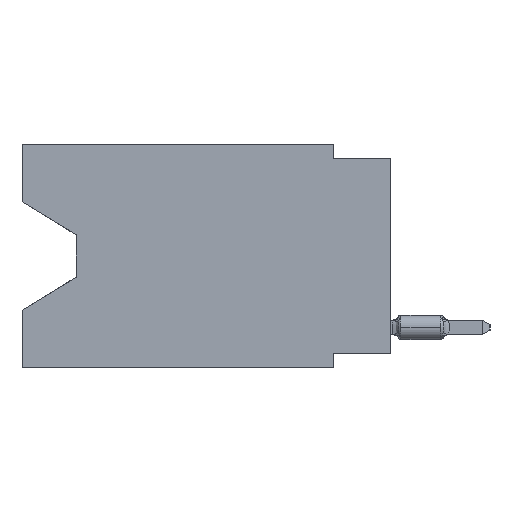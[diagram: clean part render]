
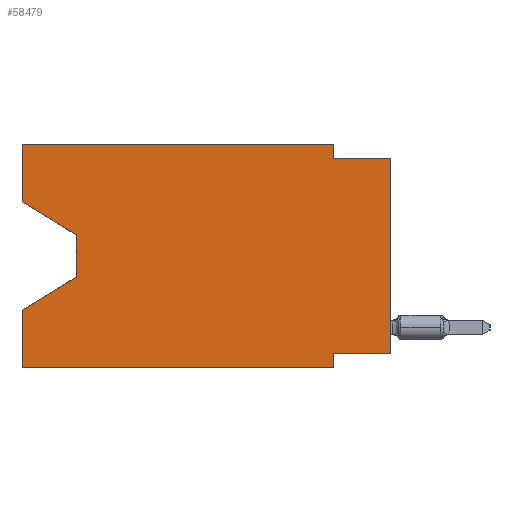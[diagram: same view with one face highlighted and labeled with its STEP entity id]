
A CAD part, left-side view. The second image highlights one B-rep face of the part: STEP entity #58479.
In plain terms, the highlighted planar face has unit normal (-1, 0, 0).
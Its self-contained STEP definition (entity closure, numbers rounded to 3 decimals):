
#224 = EDGE_CURVE ( 'NONE', #25538, #69888, #11518, .T. ) ;
#854 = ORIENTED_EDGE ( 'NONE', *, *, #51898, .T. ) ;
#898 = ORIENTED_EDGE ( 'NONE', *, *, #21167, .F. ) ;
#1179 = CARTESIAN_POINT ( 'NONE',  ( 0., 2.54, -9.906 ) ) ;
#1319 = VERTEX_POINT ( 'NONE', #20703 ) ;
#3748 = DIRECTION ( 'NONE',  ( 0., 0., 1. ) ) ;
#4000 = LINE ( 'NONE', #37406, #39914 ) ;
#4051 = EDGE_CURVE ( 'NONE', #15593, #7013, #27277, .T. ) ;
#5413 = DIRECTION ( 'NONE',  ( 0., 0.855, -0.519 ) ) ;
#5823 = EDGE_CURVE ( 'NONE', #24719, #50970, #38213, .T. ) ;
#6282 = DIRECTION ( 'NONE',  ( 0., 0., 1. ) ) ;
#6297 = CARTESIAN_POINT ( 'NONE',  ( 0., 13.97, -4.013 ) ) ;
#6554 = PLANE ( 'NONE',  #54754 ) ;
#6610 = DIRECTION ( 'NONE',  ( 0., -1., 0. ) ) ;
#7013 = VERTEX_POINT ( 'NONE', #54940 ) ;
#7034 = ORIENTED_EDGE ( 'NONE', *, *, #36210, .F. ) ;
#9340 = CARTESIAN_POINT ( 'NONE',  ( 0., 16.383, 0. ) ) ;
#10100 = VECTOR ( 'NONE', #64830, 1000. ) ;
#10597 = VERTEX_POINT ( 'NONE', #36823 ) ;
#10825 = CARTESIAN_POINT ( 'NONE',  ( 0., 0., 0. ) ) ;
#11518 = LINE ( 'NONE', #1179, #38978 ) ;
#11560 = CARTESIAN_POINT ( 'NONE',  ( 0., 2.54, 0. ) ) ;
#12227 = DIRECTION ( 'NONE',  ( 0., 0., -1. ) ) ;
#12362 = CARTESIAN_POINT ( 'NONE',  ( 0., 0., -9.271 ) ) ;
#12508 = LINE ( 'NONE', #34192, #55402 ) ;
#12742 = CARTESIAN_POINT ( 'NONE',  ( 0., 16.383, 0. ) ) ;
#13815 = LINE ( 'NONE', #35495, #67070 ) ;
#14065 = EDGE_CURVE ( 'NONE', #7013, #27780, #4000, .T. ) ;
#15593 = VERTEX_POINT ( 'NONE', #33805 ) ;
#16847 = EDGE_CURVE ( 'NONE', #10597, #25105, #24137, .T. ) ;
#18539 = CARTESIAN_POINT ( 'NONE',  ( 0., 16.383, -9.906 ) ) ;
#18699 = CARTESIAN_POINT ( 'NONE',  ( 0., 2.54, -9.271 ) ) ;
#20620 = CARTESIAN_POINT ( 'NONE',  ( 0., 0., -0.635 ) ) ;
#20703 = CARTESIAN_POINT ( 'NONE',  ( 0., 0., -0.635 ) ) ;
#20813 = VERTEX_POINT ( 'NONE', #18539 ) ;
#21053 = DIRECTION ( 'NONE',  ( 0., -1., 0. ) ) ;
#21167 = EDGE_CURVE ( 'NONE', #25105, #24719, #36338, .T. ) ;
#21281 = VECTOR ( 'NONE', #21599, 1000. ) ;
#21441 = CARTESIAN_POINT ( 'NONE',  ( 0., 0., -9.271 ) ) ;
#21599 = DIRECTION ( 'NONE',  ( 0., 0., -1. ) ) ;
#22046 = EDGE_CURVE ( 'NONE', #20813, #27780, #38635, .T. ) ;
#22841 = ORIENTED_EDGE ( 'NONE', *, *, #224, .F. ) ;
#22884 = DIRECTION ( 'NONE',  ( 0., 0., -1. ) ) ;
#23139 = ORIENTED_EDGE ( 'NONE', *, *, #24194, .T. ) ;
#23597 = CARTESIAN_POINT ( 'NONE',  ( 0., 2.54, -9.906 ) ) ;
#23827 = EDGE_CURVE ( 'NONE', #50970, #1319, #42320, .T. ) ;
#24137 = LINE ( 'NONE', #52456, #47241 ) ;
#24194 = EDGE_CURVE ( 'NONE', #52812, #1319, #43181, .T. ) ;
#24719 = VERTEX_POINT ( 'NONE', #58305 ) ;
#25105 = VERTEX_POINT ( 'NONE', #12742 ) ;
#25538 = VERTEX_POINT ( 'NONE', #18699 ) ;
#27277 = LINE ( 'NONE', #6297, #21281 ) ;
#27780 = VERTEX_POINT ( 'NONE', #32741 ) ;
#32126 = LINE ( 'NONE', #21441, #10100 ) ;
#32741 = CARTESIAN_POINT ( 'NONE',  ( 0., 16.383, -7.36 ) ) ;
#33216 = DIRECTION ( 'NONE',  ( 0., 0., 1. ) ) ;
#33805 = CARTESIAN_POINT ( 'NONE',  ( 0., 13.97, -4.013 ) ) ;
#34192 = CARTESIAN_POINT ( 'NONE',  ( 0., 16.383, -9.906 ) ) ;
#34235 = VECTOR ( 'NONE', #6282, 1000. ) ;
#34675 = EDGE_LOOP ( 'NONE', ( #60678, #52114, #68195, #46880, #854, #22841, #7034, #23139, #45448, #68318, #898, #59121 ) ) ;
#35495 = CARTESIAN_POINT ( 'NONE',  ( 0., 16.383, -2.546 ) ) ;
#36210 = EDGE_CURVE ( 'NONE', #52812, #25538, #32126, .T. ) ;
#36338 = LINE ( 'NONE', #9340, #52370 ) ;
#36823 = CARTESIAN_POINT ( 'NONE',  ( 0., 16.383, -2.546 ) ) ;
#37406 = CARTESIAN_POINT ( 'NONE',  ( 0., 13.97, -5.893 ) ) ;
#38213 = LINE ( 'NONE', #11560, #53139 ) ;
#38635 = LINE ( 'NONE', #49308, #34235 ) ;
#38742 = VECTOR ( 'NONE', #33216, 1000. ) ;
#38978 = VECTOR ( 'NONE', #22884, 1000. ) ;
#39269 = CARTESIAN_POINT ( 'NONE',  ( 0., 16.383, 0. ) ) ;
#39914 = VECTOR ( 'NONE', #5413, 1000. ) ;
#42320 = LINE ( 'NONE', #20620, #63655 ) ;
#43181 = LINE ( 'NONE', #10825, #38742 ) ;
#44872 = DIRECTION ( 'NONE',  ( 0., -1., 0. ) ) ;
#45448 = ORIENTED_EDGE ( 'NONE', *, *, #23827, .F. ) ;
#46880 = ORIENTED_EDGE ( 'NONE', *, *, #22046, .F. ) ;
#47241 = VECTOR ( 'NONE', #3748, 1000. ) ;
#49308 = CARTESIAN_POINT ( 'NONE',  ( 0., 16.383, 0. ) ) ;
#49923 = DIRECTION ( 'NONE',  ( 0., 0., -1. ) ) ;
#50970 = VERTEX_POINT ( 'NONE', #66869 ) ;
#51898 = EDGE_CURVE ( 'NONE', #20813, #69888, #12508, .T. ) ;
#52114 = ORIENTED_EDGE ( 'NONE', *, *, #4051, .T. ) ;
#52370 = VECTOR ( 'NONE', #21053, 1000. ) ;
#52456 = CARTESIAN_POINT ( 'NONE',  ( 0., 16.383, 0. ) ) ;
#52812 = VERTEX_POINT ( 'NONE', #12362 ) ;
#53139 = VECTOR ( 'NONE', #49923, 1000. ) ;
#54754 = AXIS2_PLACEMENT_3D ( 'NONE', #39269, #60954, #12227 ) ;
#54940 = CARTESIAN_POINT ( 'NONE',  ( 0., 13.97, -5.893 ) ) ;
#55255 = FACE_OUTER_BOUND ( 'NONE', #34675, .T. ) ;
#55402 = VECTOR ( 'NONE', #44872, 1000. ) ;
#57202 = DIRECTION ( 'NONE',  ( 0., -0.855, -0.519 ) ) ;
#58305 = CARTESIAN_POINT ( 'NONE',  ( 0., 2.54, 0. ) ) ;
#58479 = ADVANCED_FACE ( 'NONE', ( #55255 ), #6554, .F. ) ;
#59121 = ORIENTED_EDGE ( 'NONE', *, *, #16847, .F. ) ;
#60678 = ORIENTED_EDGE ( 'NONE', *, *, #69622, .T. ) ;
#60954 = DIRECTION ( 'NONE',  ( 1., 0., 0. ) ) ;
#63655 = VECTOR ( 'NONE', #6610, 1000. ) ;
#64830 = DIRECTION ( 'NONE',  ( 0., 1., 0. ) ) ;
#66869 = CARTESIAN_POINT ( 'NONE',  ( 0., 2.54, -0.635 ) ) ;
#67070 = VECTOR ( 'NONE', #57202, 1000. ) ;
#68195 = ORIENTED_EDGE ( 'NONE', *, *, #14065, .T. ) ;
#68318 = ORIENTED_EDGE ( 'NONE', *, *, #5823, .F. ) ;
#69622 = EDGE_CURVE ( 'NONE', #10597, #15593, #13815, .T. ) ;
#69888 = VERTEX_POINT ( 'NONE', #23597 ) ;
